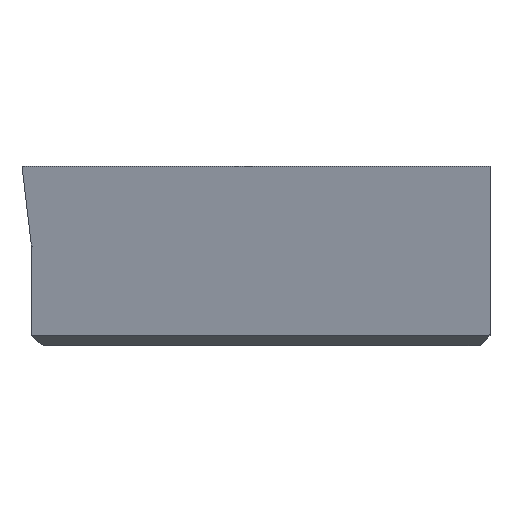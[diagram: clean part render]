
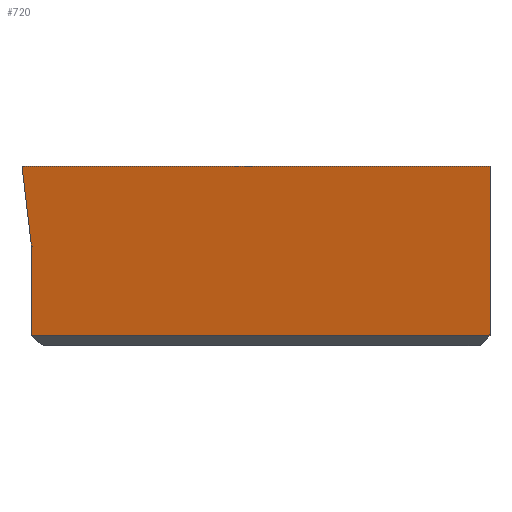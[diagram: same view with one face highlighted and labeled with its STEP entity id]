
A CAD part, left-side view. The second image highlights one B-rep face of the part: STEP entity #720.
In plain terms, the highlighted planar face has unit normal (-0.966, 0.259, 0).
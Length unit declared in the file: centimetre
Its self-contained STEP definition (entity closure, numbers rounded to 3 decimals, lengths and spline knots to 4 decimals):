
#38=B_SPLINE_CURVE_WITH_KNOTS('',3,(#912,#913,#914,#915,#916,#917),
 .UNSPECIFIED.,.F.,.U.,(4,2,4),(0.,0.2015,0.403),
 .UNSPECIFIED.);
#62=PLANE('',#774);
#128=VERTEX_POINT('',#888);
#130=VERTEX_POINT('',#900);
#131=VERTEX_POINT('',#909);
#132=VERTEX_POINT('',#911);
#133=VERTEX_POINT('',#918);
#196=VECTOR('',#1524,1.);
#197=VECTOR('',#1530,1.);
#198=VECTOR('',#1531,1.);
#199=VECTOR('',#1532,1.);
#264=LINE('',#899,#196);
#265=LINE('',#908,#197);
#266=LINE('',#910,#198);
#267=LINE('',#919,#199);
#344=EDGE_CURVE('',#128,#130,#264,.T.);
#347=EDGE_CURVE('',#128,#131,#265,.T.);
#348=EDGE_CURVE('',#131,#132,#266,.T.);
#349=EDGE_CURVE('',#132,#133,#38,.T.);
#350=EDGE_CURVE('',#133,#130,#267,.T.);
#479=ORIENTED_EDGE('',*,*,#344,.F.);
#480=ORIENTED_EDGE('',*,*,#347,.T.);
#481=ORIENTED_EDGE('',*,*,#348,.T.);
#482=ORIENTED_EDGE('',*,*,#349,.T.);
#483=ORIENTED_EDGE('',*,*,#350,.T.);
#626=EDGE_LOOP('',(#479,#480,#481,#482,#483));
#674=FACE_BOUND('',#626,.T.);
#720=ADVANCED_FACE('',(#674),#62,.T.);
#774=AXIS2_PLACEMENT_3D('',#907,#1529,$);
#888=CARTESIAN_POINT('',(-4.046,-2.,0.05));
#899=CARTESIAN_POINT('',(-3.6122,-0.3808,0.05));
#900=CARTESIAN_POINT('',(-3.4304,0.2975,0.05));
#907=CARTESIAN_POINT('',(-3.715,-0.7647,0.));
#908=CARTESIAN_POINT('',(-4.046,-2.,0.));
#909=CARTESIAN_POINT('',(-4.046,-2.,0.9));
#910=CARTESIAN_POINT('',(-3.384,0.4707,0.9));
#911=CARTESIAN_POINT('',(-3.4178,0.3446,0.9));
#912=CARTESIAN_POINT('',(-3.4178,0.3446,0.9));
#913=CARTESIAN_POINT('',(-3.4199,0.3367,0.8333));
#914=CARTESIAN_POINT('',(-3.422,0.3289,0.7667));
#915=CARTESIAN_POINT('',(-3.4262,0.3132,0.6333));
#916=CARTESIAN_POINT('',(-3.4283,0.3054,0.5667));
#917=CARTESIAN_POINT('',(-3.4304,0.2975,0.5));
#918=CARTESIAN_POINT('',(-3.4304,0.2975,0.5));
#919=CARTESIAN_POINT('',(-3.4304,0.2975,0.25));
#1524=DIRECTION('',(0.259,0.966,0.));
#1529=DIRECTION('',(-0.966,0.259,0.));
#1530=DIRECTION('',(0.,0.,1.));
#1531=DIRECTION('',(0.259,0.966,0.));
#1532=DIRECTION('',(0.,0.,-1.));
